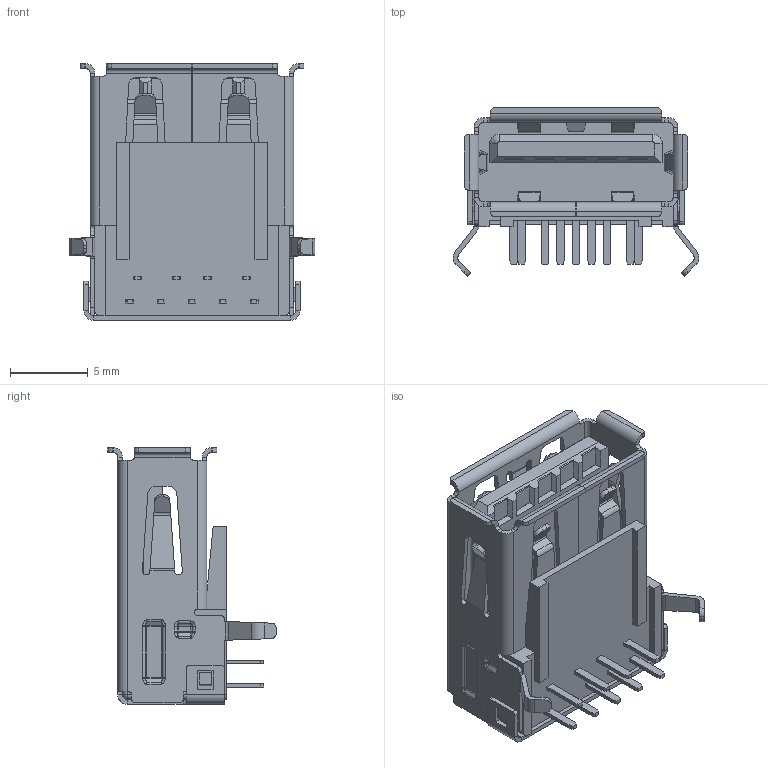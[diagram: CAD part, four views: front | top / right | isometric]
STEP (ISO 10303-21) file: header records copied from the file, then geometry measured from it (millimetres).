
FILE_DESCRIPTION (( 'STEP AP214' ), '1' );
FILE_NAME ('GSB311131HR.STEP', '2019-01-30T22:02:03', ( '' ), ( '' ), 'SwSTEP 2.0', 'SolidWorks 2017', '' );
FILE_SCHEMA (( 'AUTOMOTIVE_DESIGN' ));
Length unit declared in the file: millimetre
Products named in the file (1): GSB311131HR
Bounding box: 15.81 x 10.84 x 16.5 mm (x, y, z)
Volume: 863.5 mm3; surface area: 2067 mm2
Topology: 18 solids, 18 shells, 642 faces, 1619 edges, 1016 vertices
Faces by surface type: plane 390, cylinder 204, bspline 28, torus 16, sphere 2, cone 2
Entity records: 19580 total; most frequent: CARTESIAN_POINT 4338, ORIENTED_EDGE 3234, DIRECTION 2981, EDGE_CURVE 1617, LINE 1139, VECTOR 1139, VERTEX_POINT 1016, AXIS2_PLACEMENT_3D 921
